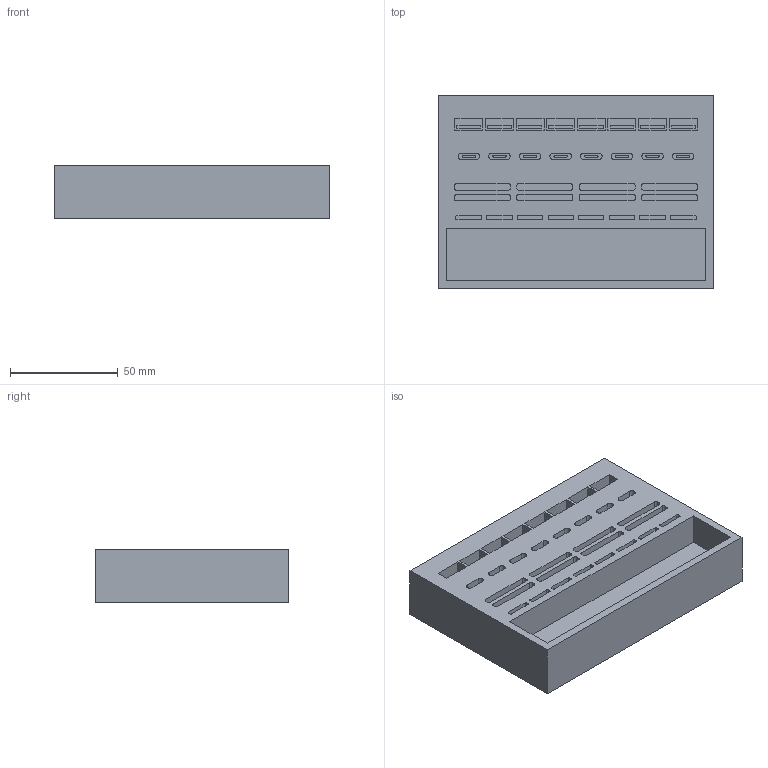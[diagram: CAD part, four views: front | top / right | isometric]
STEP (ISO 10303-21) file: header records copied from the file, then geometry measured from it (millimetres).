
FILE_DESCRIPTION(/* description */ ('STEP AP242','CAx-IF Rec.Pracs.---Representation and Presentation of Product Manufacturing Information (PMI)---4.0---2014-10-13','CAx-IF Rec.Pracs.---3D Tessellated Geometry---0.4---2014-09-14','2;1'),/* implementation_level */ '2;1');
FILE_NAME(/* name */ '668acb0d450f100e10819afc',/* time_stamp */ '2024-07-07T17:06:22Z',/* author */ (''),/* organization */ (''),/* preprocessor_version */ 'ST-DEVELOPER v20',/* originating_system */ ' ',/* authorisation */ ' ');
FILE_SCHEMA (('AP242_MANAGED_MODEL_BASED_3D_ENGINEERING_MIM_LF { 1 0 10303 442 1 1 4 }'));
Length unit declared in the file: metre
Products named in the file (17): Part 10; Part 17; Part 16; Part 15; Part 14; Part 13; Part 12; Part 11; Part 9; Part 8; Part 7; Part 6; Part 5; Part 4; Part 3; Part 2; Part 1
Bounding box: 128 x 90 x 25 mm (x, y, z)
Volume: 219870.5 mm3; surface area: 58177.7 mm2
Topology: 17 solids, 17 shells, 331 faces, 792 edges, 528 vertices
Faces by surface type: plane 235, cylinder 96
Entity records: 10002 total; most frequent: DIRECTION 1680, CARTESIAN_POINT 1668, ORIENTED_EDGE 1584, EDGE_CURVE 792, LINE 600, VECTOR 600, AXIS2_PLACEMENT_3D 540, VERTEX_POINT 528
